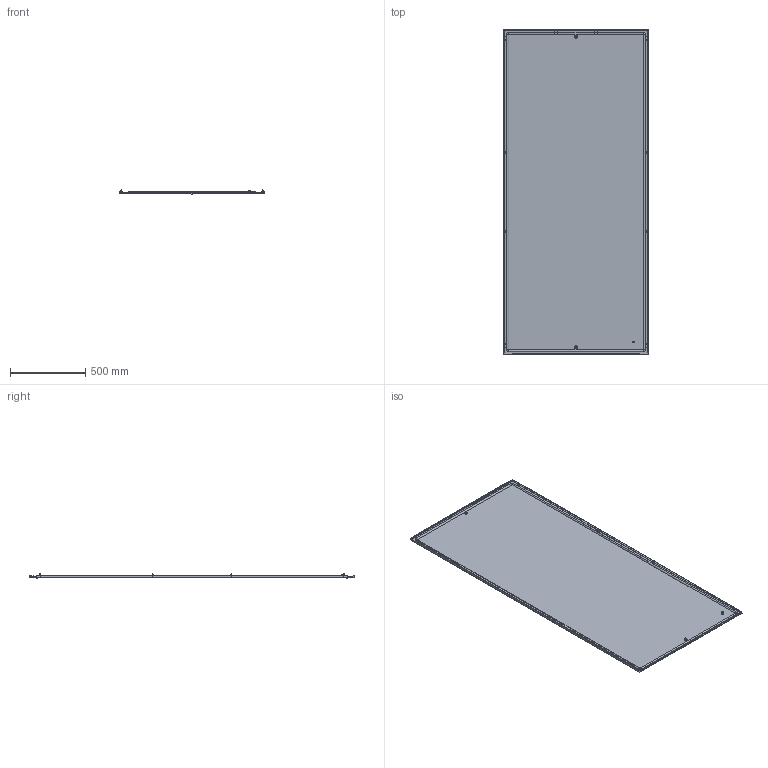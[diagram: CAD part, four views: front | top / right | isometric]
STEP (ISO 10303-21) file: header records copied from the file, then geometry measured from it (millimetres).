
FILE_DESCRIPTION((''),'2;1');
FILE_NAME('6507653001_ASM','2015-09-08T',('SESA6369'),('Schneider-Electric'),'PRO/ENGINEER BY PARAMETRIC TECHNOLOGY CORPORATION, 2011410','PRO/ENGINEER BY PARAMETRIC TECHNOLOGY CORPORATION, 2011410','');
FILE_SCHEMA(('CONFIG_CONTROL_DESIGN'));
Length unit declared in the file: millimetre
Products named in the file (13): 2201593001; 2802230201; 2419490001; 8221000401; 6507596101_ASM; ESPUMADOPOSTERIOR2210; 6508323001_ASM; 3402950000; 2802990001; 641261000101_ASM; 380013000101; 8604013561; 6507653001_ASM
Assembly tree (23 placements, depth 4):
  6507653001_ASM
    6508323001_ASM
      6507596101_ASM
        2201593001
        2802230201
        2419490001  x2
        8221000401  x2
      ESPUMADOPOSTERIOR2210
    641261000101_ASM  x8
      3402950000
      2802990001
    380013000101  x2
    8604013561  x2
Bounding box: 966.31 x 2166.56 x 28.3 mm (x, y, z)
Volume: 3773139.8 mm3; surface area: 4709110.2 mm2
Topology: 27 solids, 30 shells, 1389 faces, 3708 edges, 2383 vertices
Faces by surface type: plane 557, cylinder 518, cone 142, bspline 82, torus 74, sphere 16
Entity records: 15949 total; most frequent: CARTESIAN_POINT 5060, DIRECTION 2238, ORIENTED_EDGE 2232, EDGE_CURVE 1120, AXIS2_PLACEMENT_3D 817, VERTEX_POINT 713, VECTOR 604, LINE 604
